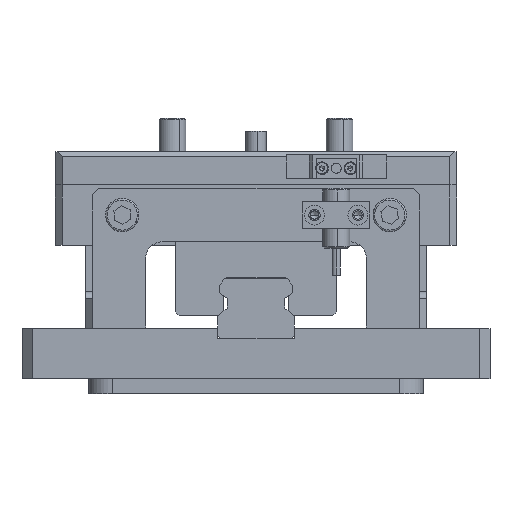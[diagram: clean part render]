
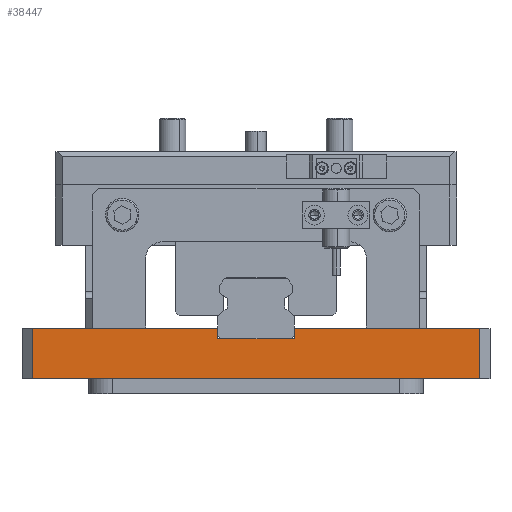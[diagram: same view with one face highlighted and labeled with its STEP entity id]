
A CAD part, left-side view. The second image highlights one B-rep face of the part: STEP entity #38447.
In plain terms, the highlighted planar face has unit normal (-1, 0, 0).
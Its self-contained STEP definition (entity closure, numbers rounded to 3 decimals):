
#68 = VERTEX_POINT ( 'NONE', #28662 ) ;
#728 = VECTOR ( 'NONE', #30847, 1000. ) ;
#1503 = DIRECTION ( 'NONE',  ( 0., -1., 0. ) ) ;
#4535 = LINE ( 'NONE', #4892, #35817 ) ;
#4557 = FACE_OUTER_BOUND ( 'NONE', #14672, .T. ) ;
#4892 = CARTESIAN_POINT ( 'NONE',  ( -76.86, 19.626, 136.5 ) ) ;
#4952 = DIRECTION ( 'NONE',  ( 0., -1., 0. ) ) ;
#5257 = CARTESIAN_POINT ( 'NONE',  ( -76.86, -58.874, 136.5 ) ) ;
#5341 = CARTESIAN_POINT ( 'NONE',  ( -76.86, 75.126, 121.5 ) ) ;
#6209 = EDGE_CURVE ( 'NONE', #68, #24425, #8779, .T. ) ;
#6441 = CARTESIAN_POINT ( 'NONE',  ( -76.86, -58.874, 121.5 ) ) ;
#6619 = DIRECTION ( 'NONE',  ( 0., -1., 0. ) ) ;
#7137 = ORIENTED_EDGE ( 'NONE', *, *, #10497, .F. ) ;
#7198 = LINE ( 'NONE', #32447, #32828 ) ;
#8779 = LINE ( 'NONE', #31033, #25205 ) ;
#9423 = ORIENTED_EDGE ( 'NONE', *, *, #21870, .F. ) ;
#10497 = EDGE_CURVE ( 'NONE', #11206, #33245, #40882, .T. ) ;
#11100 = VERTEX_POINT ( 'NONE', #5341 ) ;
#11206 = VERTEX_POINT ( 'NONE', #31858 ) ;
#11290 = ORIENTED_EDGE ( 'NONE', *, *, #6209, .F. ) ;
#12668 = DIRECTION ( 'NONE',  ( 0., -1., 0. ) ) ;
#13179 = EDGE_CURVE ( 'NONE', #19467, #24425, #4535, .T. ) ;
#13315 = ORIENTED_EDGE ( 'NONE', *, *, #28628, .T. ) ;
#13323 = LINE ( 'NONE', #29322, #21050 ) ;
#13623 = CARTESIAN_POINT ( 'NONE',  ( -76.86, 78.126, 136.5 ) ) ;
#14672 = EDGE_LOOP ( 'NONE', ( #26033, #33417, #7137, #28423, #9423, #39886, #11290, #13315 ) ) ;
#15402 = LINE ( 'NONE', #25295, #34930 ) ;
#19365 = VERTEX_POINT ( 'NONE', #27357 ) ;
#19367 = CARTESIAN_POINT ( 'NONE',  ( -76.86, 78.126, 136.5 ) ) ;
#19467 = VERTEX_POINT ( 'NONE', #21275 ) ;
#20929 = CARTESIAN_POINT ( 'NONE',  ( -76.86, 19.626, 136.5 ) ) ;
#21050 = VECTOR ( 'NONE', #35625, 1000. ) ;
#21275 = CARTESIAN_POINT ( 'NONE',  ( -76.86, 19.626, 133.5 ) ) ;
#21870 = EDGE_CURVE ( 'NONE', #19467, #19365, #25107, .T. ) ;
#22400 = PLANE ( 'NONE',  #25602 ) ;
#22539 = DIRECTION ( 'NONE',  ( 1., 0., 0. ) ) ;
#23018 = EDGE_CURVE ( 'NONE', #39937, #33245, #7198, .T. ) ;
#24425 = VERTEX_POINT ( 'NONE', #20929 ) ;
#24673 = CARTESIAN_POINT ( 'NONE',  ( -76.86, 75.126, 136.5 ) ) ;
#25107 = LINE ( 'NONE', #27449, #27173 ) ;
#25205 = VECTOR ( 'NONE', #4952, 1000. ) ;
#25295 = CARTESIAN_POINT ( 'NONE',  ( -76.86, 78.126, 121.5 ) ) ;
#25602 = AXIS2_PLACEMENT_3D ( 'NONE', #19367, #22539, #12668 ) ;
#26033 = ORIENTED_EDGE ( 'NONE', *, *, #35485, .T. ) ;
#27173 = VECTOR ( 'NONE', #1503, 1000. ) ;
#27357 = CARTESIAN_POINT ( 'NONE',  ( -76.86, -3.374, 133.5 ) ) ;
#27449 = CARTESIAN_POINT ( 'NONE',  ( -76.86, 78.126, 133.5 ) ) ;
#28423 = ORIENTED_EDGE ( 'NONE', *, *, #36428, .T. ) ;
#28628 = EDGE_CURVE ( 'NONE', #68, #11100, #39699, .T. ) ;
#28662 = CARTESIAN_POINT ( 'NONE',  ( -76.86, 75.126, 136.5 ) ) ;
#29322 = CARTESIAN_POINT ( 'NONE',  ( -76.86, -3.374, 136.5 ) ) ;
#30847 = DIRECTION ( 'NONE',  ( 0., 0., -1. ) ) ;
#31033 = CARTESIAN_POINT ( 'NONE',  ( -76.86, 78.126, 136.5 ) ) ;
#31612 = DIRECTION ( 'NONE',  ( 0., -1., 0. ) ) ;
#31858 = CARTESIAN_POINT ( 'NONE',  ( -76.86, -3.374, 136.5 ) ) ;
#32447 = CARTESIAN_POINT ( 'NONE',  ( -76.86, -58.874, 136.5 ) ) ;
#32828 = VECTOR ( 'NONE', #39004, 1000. ) ;
#33245 = VERTEX_POINT ( 'NONE', #5257 ) ;
#33417 = ORIENTED_EDGE ( 'NONE', *, *, #23018, .T. ) ;
#34930 = VECTOR ( 'NONE', #31612, 1000. ) ;
#35284 = VECTOR ( 'NONE', #6619, 1000. ) ;
#35485 = EDGE_CURVE ( 'NONE', #11100, #39937, #15402, .T. ) ;
#35625 = DIRECTION ( 'NONE',  ( 0., 0., -1. ) ) ;
#35817 = VECTOR ( 'NONE', #38241, 1000. ) ;
#36428 = EDGE_CURVE ( 'NONE', #11206, #19365, #13323, .T. ) ;
#38241 = DIRECTION ( 'NONE',  ( 0., 0., 1. ) ) ;
#38447 = ADVANCED_FACE ( 'NONE', ( #4557 ), #22400, .F. ) ;
#39004 = DIRECTION ( 'NONE',  ( 0., 0., 1. ) ) ;
#39699 = LINE ( 'NONE', #24673, #728 ) ;
#39886 = ORIENTED_EDGE ( 'NONE', *, *, #13179, .T. ) ;
#39937 = VERTEX_POINT ( 'NONE', #6441 ) ;
#40882 = LINE ( 'NONE', #13623, #35284 ) ;
